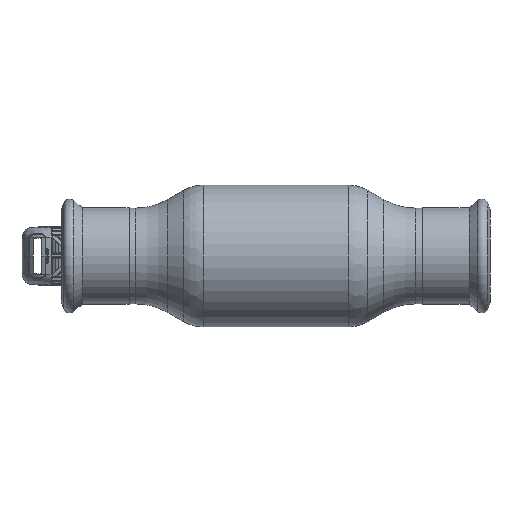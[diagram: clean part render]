
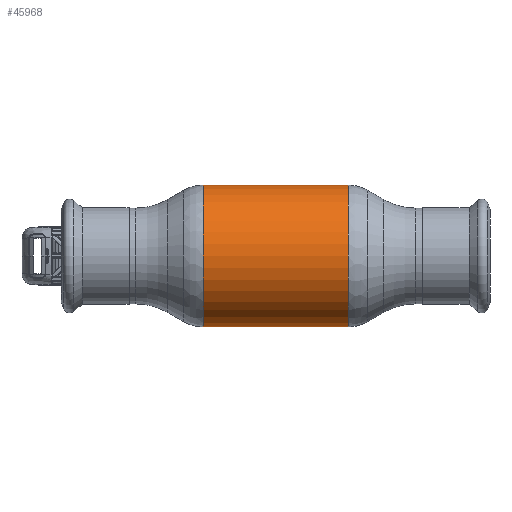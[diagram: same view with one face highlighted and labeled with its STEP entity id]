
A CAD part, front view. The second image highlights one B-rep face of the part: STEP entity #45968.
In plain terms, the highlighted cylindrical face has radius 33.34 mm (diameter 66.68 mm), a partial arc.
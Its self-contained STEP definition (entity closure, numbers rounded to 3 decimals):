
#1861 = CARTESIAN_POINT ( 'NONE',  ( 34.177, 0., 33.34 ) ) ;
#5121 = VECTOR ( 'NONE', #48960, 1000. ) ;
#6465 = DIRECTION ( 'NONE',  ( 0., 0., 1. ) ) ;
#7338 = DIRECTION ( 'NONE',  ( -1., 0., 0. ) ) ;
#8780 = DIRECTION ( 'NONE',  ( -1., 0., 0. ) ) ;
#9010 = DIRECTION ( 'NONE',  ( 0., 0., 1. ) ) ;
#11494 = AXIS2_PLACEMENT_3D ( 'NONE', #33469, #38382, #9010 ) ;
#13447 = LINE ( 'NONE', #53390, #18823 ) ;
#13544 = FACE_OUTER_BOUND ( 'NONE', #31987, .T. ) ;
#14004 = VERTEX_POINT ( 'NONE', #46437 ) ;
#15108 = EDGE_CURVE ( 'NONE', #35191, #14004, #62705, .T. ) ;
#17417 = LINE ( 'NONE', #24171, #5121 ) ;
#18823 = VECTOR ( 'NONE', #58256, 1000. ) ;
#23660 = ORIENTED_EDGE ( 'NONE', *, *, #57201, .F. ) ;
#24171 = CARTESIAN_POINT ( 'NONE',  ( -62.69, 0., 33.34 ) ) ;
#25599 = AXIS2_PLACEMENT_3D ( 'NONE', #62502, #8780, #33233 ) ;
#31265 = ORIENTED_EDGE ( 'NONE', *, *, #45733, .T. ) ;
#31987 = EDGE_LOOP ( 'NONE', ( #23660, #44546, #31265, #35678 ) ) ;
#33233 = DIRECTION ( 'NONE',  ( 0., 0., 1. ) ) ;
#33469 = CARTESIAN_POINT ( 'NONE',  ( 34.177, 0., 0. ) ) ;
#35191 = VERTEX_POINT ( 'NONE', #47276 ) ;
#35678 = ORIENTED_EDGE ( 'NONE', *, *, #15108, .F. ) ;
#38382 = DIRECTION ( 'NONE',  ( -1., 0., 0. ) ) ;
#38840 = EDGE_CURVE ( 'NONE', #63502, #40587, #62482, .T. ) ;
#40587 = VERTEX_POINT ( 'NONE', #1861 ) ;
#44546 = ORIENTED_EDGE ( 'NONE', *, *, #38840, .T. ) ;
#45733 = EDGE_CURVE ( 'NONE', #40587, #14004, #17417, .T. ) ;
#45968 = ADVANCED_FACE ( 'NONE', ( #13544 ), #50303, .T. ) ;
#46306 = AXIS2_PLACEMENT_3D ( 'NONE', #55764, #7338, #6465 ) ;
#46437 = CARTESIAN_POINT ( 'NONE',  ( -34.177, 0., 33.34 ) ) ;
#47276 = CARTESIAN_POINT ( 'NONE',  ( -34.177, 0., -33.34 ) ) ;
#48960 = DIRECTION ( 'NONE',  ( -1., 0., 0. ) ) ;
#50303 = CYLINDRICAL_SURFACE ( 'NONE', #46306, 33.34 ) ;
#53390 = CARTESIAN_POINT ( 'NONE',  ( -62.69, 0., -33.34 ) ) ;
#55764 = CARTESIAN_POINT ( 'NONE',  ( -62.69, 0., 0. ) ) ;
#57201 = EDGE_CURVE ( 'NONE', #63502, #35191, #13447, .T. ) ;
#58256 = DIRECTION ( 'NONE',  ( -1., 0., 0. ) ) ;
#61435 = CARTESIAN_POINT ( 'NONE',  ( 34.177, 0., -33.34 ) ) ;
#62482 = CIRCLE ( 'NONE', #11494, 33.34 ) ;
#62502 = CARTESIAN_POINT ( 'NONE',  ( -34.177, 0., 0. ) ) ;
#62705 = CIRCLE ( 'NONE', #25599, 33.34 ) ;
#63502 = VERTEX_POINT ( 'NONE', #61435 ) ;
